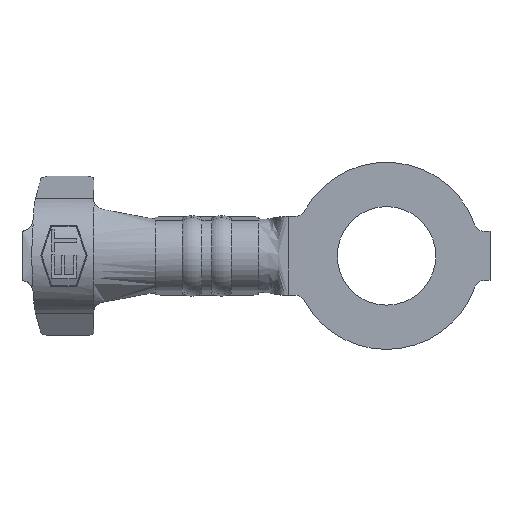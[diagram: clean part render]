
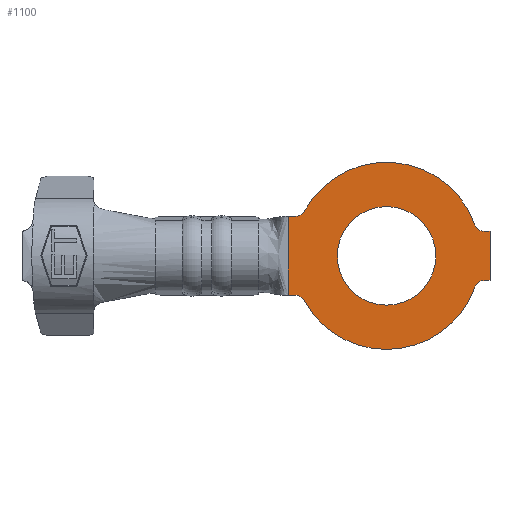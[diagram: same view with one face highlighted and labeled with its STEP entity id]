
A CAD part, front view. The second image highlights one B-rep face of the part: STEP entity #1100.
In plain terms, the highlighted planar face has unit normal (0, -1, 0).
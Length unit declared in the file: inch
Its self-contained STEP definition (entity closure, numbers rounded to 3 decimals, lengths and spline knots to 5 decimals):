
#29 = CARTESIAN_POINT ( 'NONE',  ( 0.105, 0., -0.025 ) ) ;
#59 = EDGE_CURVE ( 'NONE', #975, #3683, #3605, .T. ) ;
#143 = DIRECTION ( 'NONE',  ( 0., 0., 1. ) ) ;
#168 = AXIS2_PLACEMENT_3D ( 'NONE', #3103, #515, #3517 ) ;
#181 = DIRECTION ( 'NONE',  ( 0., 0., 1. ) ) ;
#187 = VECTOR ( 'NONE', #4146, 39.37008 ) ;
#310 = AXIS2_PLACEMENT_3D ( 'NONE', #347, #3339, #790 ) ;
#314 = LINE ( 'NONE', #2471, #4832 ) ;
#342 = VERTEX_POINT ( 'NONE', #650 ) ;
#347 = CARTESIAN_POINT ( 'NONE',  ( 0., 0., 0. ) ) ;
#359 = DIRECTION ( 'NONE',  ( 1., 0., 0. ) ) ;
#424 = CARTESIAN_POINT ( 'NONE',  ( -0.08354, 0., -0.04524 ) ) ;
#455 = VECTOR ( 'NONE', #359, 39.37008 ) ;
#474 = DIRECTION ( 'NONE',  ( 0., 1., 0. ) ) ;
#515 = DIRECTION ( 'NONE',  ( 0., 1., 0. ) ) ;
#650 = CARTESIAN_POINT ( 'NONE',  ( 0.105, 0., 0.025 ) ) ;
#790 = DIRECTION ( 'NONE',  ( 0., 0., 1. ) ) ;
#895 = VERTEX_POINT ( 'NONE', #910 ) ;
#910 = CARTESIAN_POINT ( 'NONE',  ( -0.08354, 0., 0.04524 ) ) ;
#944 = EDGE_CURVE ( 'NONE', #895, #3683, #1419, .T. ) ;
#951 = EDGE_CURVE ( 'NONE', #1659, #5353, #4636, .T. ) ;
#975 = VERTEX_POINT ( 'NONE', #1068 ) ;
#996 = CARTESIAN_POINT ( 'NONE',  ( 0.08957, 0., 0.03167 ) ) ;
#1019 = VERTEX_POINT ( 'NONE', #4637 ) ;
#1068 = CARTESIAN_POINT ( 'NONE',  ( -0.1, 0., 0.04 ) ) ;
#1094 = VERTEX_POINT ( 'NONE', #4296 ) ;
#1100 = ADVANCED_FACE ( 'NONE', ( #2743, #1627 ), #2232, .F. ) ;
#1140 = EDGE_CURVE ( 'NONE', #2395, #5353, #314, .T. ) ;
#1148 = EDGE_CURVE ( 'NONE', #3343, #2973, #2603, .T. ) ;
#1242 = EDGE_CURVE ( 'NONE', #895, #5281, #3199, .T. ) ;
#1260 = DIRECTION ( 'NONE',  ( 0., 1., 0. ) ) ;
#1368 = CARTESIAN_POINT ( 'NONE',  ( 0., 0., -0.05 ) ) ;
#1419 = CIRCLE ( 'NONE', #168, 0.01 ) ;
#1421 = AXIS2_PLACEMENT_3D ( 'NONE', #3794, #1260, #4221 ) ;
#1439 = ORIENTED_EDGE ( 'NONE', *, *, #3300, .F. ) ;
#1440 = EDGE_CURVE ( 'NONE', #1019, #342, #1641, .T. ) ;
#1541 = AXIS2_PLACEMENT_3D ( 'NONE', #1684, #4610, #2119 ) ;
#1545 = CIRCLE ( 'NONE', #1876, 0.05 ) ;
#1627 = FACE_BOUND ( 'NONE', #4000, .T. ) ;
#1630 = DIRECTION ( 'NONE',  ( 0., 1., 0. ) ) ;
#1641 = LINE ( 'NONE', #3362, #455 ) ;
#1659 = VERTEX_POINT ( 'NONE', #5057 ) ;
#1684 = CARTESIAN_POINT ( 'NONE',  ( 0., 0., 0. ) ) ;
#1699 = DIRECTION ( 'NONE',  ( 0., 1., 0. ) ) ;
#1712 = EDGE_CURVE ( 'NONE', #342, #2395, #3671, .T. ) ;
#1727 = EDGE_CURVE ( 'NONE', #3343, #5441, #3544, .T. ) ;
#1811 = CARTESIAN_POINT ( 'NONE',  ( 0., 0., 0. ) ) ;
#1856 = CARTESIAN_POINT ( 'NONE',  ( 0.09899, 0., 0.035 ) ) ;
#1876 = AXIS2_PLACEMENT_3D ( 'NONE', #4212, #1699, #4630 ) ;
#1959 = CARTESIAN_POINT ( 'NONE',  ( -0.09233, 0., 0.04 ) ) ;
#1971 = CIRCLE ( 'NONE', #1541, 0.095 ) ;
#2009 = ORIENTED_EDGE ( 'NONE', *, *, #1140, .F. ) ;
#2119 = DIRECTION ( 'NONE',  ( 0., 0., 1. ) ) ;
#2185 = VERTEX_POINT ( 'NONE', #4098 ) ;
#2232 = PLANE ( 'NONE',  #3295 ) ;
#2284 = DIRECTION ( 'NONE',  ( 0., 0., 1. ) ) ;
#2308 = ORIENTED_EDGE ( 'NONE', *, *, #3978, .F. ) ;
#2340 = AXIS2_PLACEMENT_3D ( 'NONE', #1856, #4770, #2284 ) ;
#2392 = DIRECTION ( 'NONE',  ( 0., 1., 0. ) ) ;
#2395 = VERTEX_POINT ( 'NONE', #29 ) ;
#2438 = VECTOR ( 'NONE', #5372, 39.37008 ) ;
#2470 = CARTESIAN_POINT ( 'NONE',  ( -0.08617, 0., 0.04 ) ) ;
#2471 = CARTESIAN_POINT ( 'NONE',  ( 0.105, 0., -0.025 ) ) ;
#2475 = ORIENTED_EDGE ( 'NONE', *, *, #1242, .F. ) ;
#2549 = VECTOR ( 'NONE', #4102, 39.37008 ) ;
#2565 = CARTESIAN_POINT ( 'NONE',  ( 0.105, 0., -0.025 ) ) ;
#2603 = CIRCLE ( 'NONE', #4422, 0.01 ) ;
#2648 = DIRECTION ( 'NONE',  ( 0., 0., 1. ) ) ;
#2689 = DIRECTION ( 'NONE',  ( 0., 1., 0. ) ) ;
#2743 = FACE_OUTER_BOUND ( 'NONE', #4936, .T. ) ;
#2867 = DIRECTION ( 'NONE',  ( -1., 0., 0. ) ) ;
#2877 = EDGE_CURVE ( 'NONE', #1659, #2185, #1971, .T. ) ;
#2889 = AXIS2_PLACEMENT_3D ( 'NONE', #4884, #2392, #5312 ) ;
#2973 = VERTEX_POINT ( 'NONE', #424 ) ;
#2985 = ORIENTED_EDGE ( 'NONE', *, *, #944, .T. ) ;
#3103 = CARTESIAN_POINT ( 'NONE',  ( -0.09233, 0., 0.05 ) ) ;
#3121 = VERTEX_POINT ( 'NONE', #1368 ) ;
#3156 = ORIENTED_EDGE ( 'NONE', *, *, #59, .F. ) ;
#3199 = CIRCLE ( 'NONE', #310, 0.095 ) ;
#3289 = ORIENTED_EDGE ( 'NONE', *, *, #1727, .F. ) ;
#3295 = AXIS2_PLACEMENT_3D ( 'NONE', #1811, #474, #2648 ) ;
#3300 = EDGE_CURVE ( 'NONE', #2185, #2973, #4694, .T. ) ;
#3339 = DIRECTION ( 'NONE',  ( 0., 1., 0. ) ) ;
#3343 = VERTEX_POINT ( 'NONE', #3811 ) ;
#3362 = CARTESIAN_POINT ( 'NONE',  ( 0.105, 0., 0.025 ) ) ;
#3517 = DIRECTION ( 'NONE',  ( 0., 0., 1. ) ) ;
#3544 = LINE ( 'NONE', #4524, #2438 ) ;
#3552 = ORIENTED_EDGE ( 'NONE', *, *, #1148, .T. ) ;
#3605 = LINE ( 'NONE', #2470, #187 ) ;
#3608 = CARTESIAN_POINT ( 'NONE',  ( 0.09899, 0., -0.025 ) ) ;
#3633 = ORIENTED_EDGE ( 'NONE', *, *, #4909, .T. ) ;
#3671 = LINE ( 'NONE', #2565, #2549 ) ;
#3683 = VERTEX_POINT ( 'NONE', #1959 ) ;
#3685 = CARTESIAN_POINT ( 'NONE',  ( -0.1, 0., -0.04 ) ) ;
#3794 = CARTESIAN_POINT ( 'NONE',  ( 0., 0., 0. ) ) ;
#3811 = CARTESIAN_POINT ( 'NONE',  ( -0.09233, 0., -0.04 ) ) ;
#3978 = EDGE_CURVE ( 'NONE', #5441, #975, #4306, .T. ) ;
#4000 = EDGE_LOOP ( 'NONE', ( #5003, #5134 ) ) ;
#4098 = CARTESIAN_POINT ( 'NONE',  ( 0., 0., -0.095 ) ) ;
#4102 = DIRECTION ( 'NONE',  ( 0., 0., -1. ) ) ;
#4139 = CARTESIAN_POINT ( 'NONE',  ( -0.09233, 0., -0.05 ) ) ;
#4146 = DIRECTION ( 'NONE',  ( 1., 0., 0. ) ) ;
#4173 = VECTOR ( 'NONE', #143, 39.37008 ) ;
#4212 = CARTESIAN_POINT ( 'NONE',  ( 0., 0., 0. ) ) ;
#4214 = ORIENTED_EDGE ( 'NONE', *, *, #951, .T. ) ;
#4221 = DIRECTION ( 'NONE',  ( 0., 0., 1. ) ) ;
#4232 = CIRCLE ( 'NONE', #2340, 0.01 ) ;
#4296 = CARTESIAN_POINT ( 'NONE',  ( 0., 0., 0.05 ) ) ;
#4306 = LINE ( 'NONE', #4807, #4173 ) ;
#4422 = AXIS2_PLACEMENT_3D ( 'NONE', #4139, #1630, #4561 ) ;
#4524 = CARTESIAN_POINT ( 'NONE',  ( -0.08617, 0., -0.04 ) ) ;
#4561 = DIRECTION ( 'NONE',  ( 0., 0., 1. ) ) ;
#4598 = ORIENTED_EDGE ( 'NONE', *, *, #1440, .F. ) ;
#4610 = DIRECTION ( 'NONE',  ( 0., 1., 0. ) ) ;
#4630 = DIRECTION ( 'NONE',  ( 0., 0., 1. ) ) ;
#4636 = CIRCLE ( 'NONE', #4794, 0.01 ) ;
#4637 = CARTESIAN_POINT ( 'NONE',  ( 0.09899, 0., 0.025 ) ) ;
#4694 = CIRCLE ( 'NONE', #1421, 0.095 ) ;
#4731 = EDGE_CURVE ( 'NONE', #3121, #1094, #1545, .T. ) ;
#4770 = DIRECTION ( 'NONE',  ( 0., 1., 0. ) ) ;
#4794 = AXIS2_PLACEMENT_3D ( 'NONE', #5197, #2689, #181 ) ;
#4807 = CARTESIAN_POINT ( 'NONE',  ( -0.1, 0., 0. ) ) ;
#4819 = CIRCLE ( 'NONE', #2889, 0.05 ) ;
#4832 = VECTOR ( 'NONE', #2867, 39.37008 ) ;
#4884 = CARTESIAN_POINT ( 'NONE',  ( 0., 0., 0. ) ) ;
#4909 = EDGE_CURVE ( 'NONE', #1019, #5281, #4232, .T. ) ;
#4929 = ORIENTED_EDGE ( 'NONE', *, *, #2877, .F. ) ;
#4936 = EDGE_LOOP ( 'NONE', ( #2475, #2985, #3156, #2308, #3289, #3552, #1439, #4929, #4214, #2009, #5459, #4598, #3633 ) ) ;
#5003 = ORIENTED_EDGE ( 'NONE', *, *, #4731, .T. ) ;
#5057 = CARTESIAN_POINT ( 'NONE',  ( 0.08957, 0., -0.03167 ) ) ;
#5100 = EDGE_CURVE ( 'NONE', #1094, #3121, #4819, .T. ) ;
#5134 = ORIENTED_EDGE ( 'NONE', *, *, #5100, .T. ) ;
#5197 = CARTESIAN_POINT ( 'NONE',  ( 0.09899, 0., -0.035 ) ) ;
#5281 = VERTEX_POINT ( 'NONE', #996 ) ;
#5312 = DIRECTION ( 'NONE',  ( 0., 0., 1. ) ) ;
#5353 = VERTEX_POINT ( 'NONE', #3608 ) ;
#5372 = DIRECTION ( 'NONE',  ( -1., 0., 0. ) ) ;
#5441 = VERTEX_POINT ( 'NONE', #3685 ) ;
#5459 = ORIENTED_EDGE ( 'NONE', *, *, #1712, .F. ) ;
